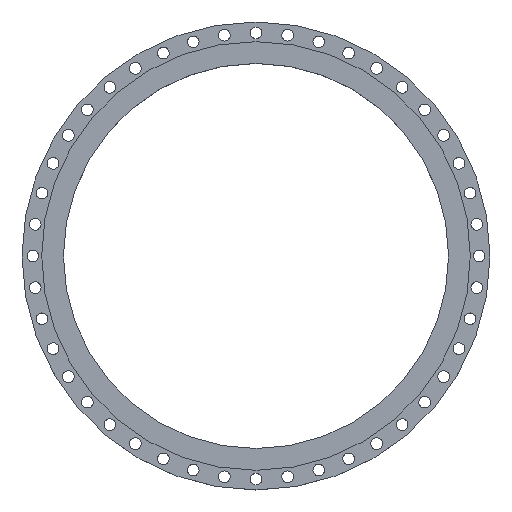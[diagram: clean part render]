
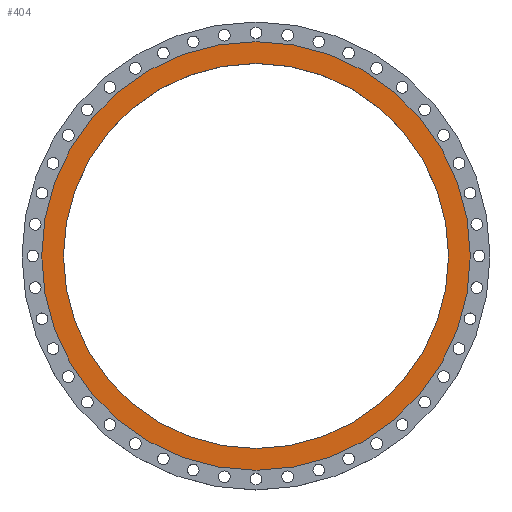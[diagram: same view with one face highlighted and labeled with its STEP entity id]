
A CAD part, top view. The second image highlights one B-rep face of the part: STEP entity #404.
In plain terms, the highlighted planar face has unit normal (0, 0, 1).
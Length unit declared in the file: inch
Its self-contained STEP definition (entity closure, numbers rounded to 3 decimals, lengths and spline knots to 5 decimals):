
#21 = VERTEX_POINT ( 'NONE', #1514 ) ;
#43 = ORIENTED_EDGE ( 'NONE', *, *, #3766, .F. ) ;
#186 = DIRECTION ( 'NONE',  ( 1., 0., 0. ) ) ;
#197 = AXIS2_PLACEMENT_3D ( 'NONE', #440, #218, #2771 ) ;
#218 = DIRECTION ( 'NONE',  ( 0., 0., 1. ) ) ;
#221 = CARTESIAN_POINT ( 'NONE',  ( 0., 0., 0. ) ) ;
#243 = EDGE_CURVE ( 'NONE', #21, #1698, #1890, .T. ) ;
#353 = EDGE_CURVE ( 'NONE', #768, #3199, #1213, .T. ) ;
#374 = ORIENTED_EDGE ( 'NONE', *, *, #353, .F. ) ;
#395 = CARTESIAN_POINT ( 'NONE',  ( 14.375, 0., 0. ) ) ;
#404 = ADVANCED_FACE ( 'NONE', ( #1621, #3355 ), #736, .F. ) ;
#440 = CARTESIAN_POINT ( 'NONE',  ( 0., 0., 0. ) ) ;
#452 = DIRECTION ( 'NONE',  ( 0., 0., -1. ) ) ;
#736 = PLANE ( 'NONE',  #1761 ) ;
#768 = VERTEX_POINT ( 'NONE', #2073 ) ;
#839 = DIRECTION ( 'NONE',  ( 0., 0., 1. ) ) ;
#1018 = EDGE_CURVE ( 'NONE', #1698, #21, #1185, .T. ) ;
#1161 = AXIS2_PLACEMENT_3D ( 'NONE', #3245, #839, #1712 ) ;
#1185 = CIRCLE ( 'NONE', #3454, 16. ) ;
#1213 = CIRCLE ( 'NONE', #1161, 14.375 ) ;
#1377 = DIRECTION ( 'NONE',  ( 1., 0., 0. ) ) ;
#1514 = CARTESIAN_POINT ( 'NONE',  ( -16., 0., 0. ) ) ;
#1598 = DIRECTION ( 'NONE',  ( -1., 0., 0. ) ) ;
#1621 = FACE_BOUND ( 'NONE', #2853, .T. ) ;
#1667 = DIRECTION ( 'NONE',  ( 0., 0., 1. ) ) ;
#1698 = VERTEX_POINT ( 'NONE', #2176 ) ;
#1712 = DIRECTION ( 'NONE',  ( 1., 0., 0. ) ) ;
#1761 = AXIS2_PLACEMENT_3D ( 'NONE', #2518, #452, #1598 ) ;
#1890 = CIRCLE ( 'NONE', #197, 16. ) ;
#2073 = CARTESIAN_POINT ( 'NONE',  ( -14.375, 0., 0. ) ) ;
#2176 = CARTESIAN_POINT ( 'NONE',  ( 16., 0., 0. ) ) ;
#2518 = CARTESIAN_POINT ( 'NONE',  ( 0., 14.375, 0. ) ) ;
#2771 = DIRECTION ( 'NONE',  ( 1., 0., 0. ) ) ;
#2853 = EDGE_LOOP ( 'NONE', ( #43, #374 ) ) ;
#2874 = ORIENTED_EDGE ( 'NONE', *, *, #243, .T. ) ;
#3021 = EDGE_LOOP ( 'NONE', ( #3035, #2874 ) ) ;
#3035 = ORIENTED_EDGE ( 'NONE', *, *, #1018, .T. ) ;
#3199 = VERTEX_POINT ( 'NONE', #395 ) ;
#3245 = CARTESIAN_POINT ( 'NONE',  ( 0., 0., 0. ) ) ;
#3355 = FACE_OUTER_BOUND ( 'NONE', #3021, .T. ) ;
#3356 = AXIS2_PLACEMENT_3D ( 'NONE', #3709, #3732, #186 ) ;
#3454 = AXIS2_PLACEMENT_3D ( 'NONE', #221, #1667, #1377 ) ;
#3709 = CARTESIAN_POINT ( 'NONE',  ( 0., 0., 0. ) ) ;
#3721 = CIRCLE ( 'NONE', #3356, 14.375 ) ;
#3732 = DIRECTION ( 'NONE',  ( 0., 0., 1. ) ) ;
#3766 = EDGE_CURVE ( 'NONE', #3199, #768, #3721, .T. ) ;
